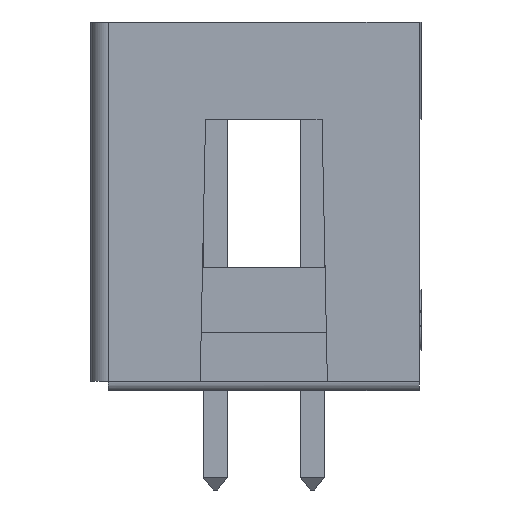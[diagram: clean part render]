
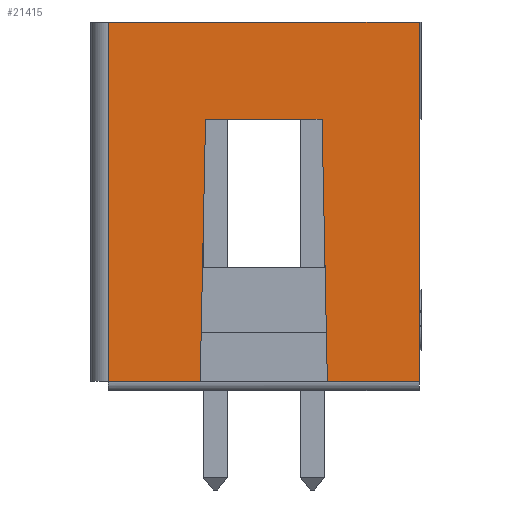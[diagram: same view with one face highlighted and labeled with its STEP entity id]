
A CAD part, left-side view. The second image highlights one B-rep face of the part: STEP entity #21415.
In plain terms, the highlighted planar face has unit normal (-1, 0, 0).
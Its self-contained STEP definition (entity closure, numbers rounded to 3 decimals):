
#20432=CARTESIAN_POINT('',(-29.058,-1.524,7.112));
#20433=VERTEX_POINT('',#20432);
#20443=CARTESIAN_POINT('',(-29.058,1.524,7.112));
#20444=VERTEX_POINT('',#20443);
#20445=CARTESIAN_POINT('',(-29.058,1.524,7.112));
#20446=CARTESIAN_POINT('',(-29.058,0.508,7.112));
#20447=CARTESIAN_POINT('',(-29.058,-0.508,7.112));
#20448=CARTESIAN_POINT('',(-29.058,-1.524,7.112));
#20449=QUASI_UNIFORM_CURVE('',3,(#20445,#20446,#20447,#20448),.UNSPECIFIED.,.F.,.U.);
#20450=EDGE_CURVE('',#20444,#20433,#20449,.T.);
#20924=CARTESIAN_POINT('',(-29.058,4.064,9.652));
#20925=VERTEX_POINT('',#20924);
#20926=CARTESIAN_POINT('',(-29.058,4.064,0.254));
#20927=VERTEX_POINT('',#20926);
#20928=CARTESIAN_POINT('',(-29.058,4.064,9.652));
#20929=CARTESIAN_POINT('',(-29.058,4.064,6.519));
#20930=CARTESIAN_POINT('',(-29.058,4.064,3.387));
#20931=CARTESIAN_POINT('',(-29.058,4.064,0.254));
#20932=QUASI_UNIFORM_CURVE('',3,(#20928,#20929,#20930,#20931),.UNSPECIFIED.,.F.,.U.);
#20933=EDGE_CURVE('',#20925,#20927,#20932,.T.);
#21356=CARTESIAN_POINT('',(-29.058,4.47,10.122));
#21357=DIRECTION('',(-1.0,0.0,0.0));
#21358=DIRECTION('',(0.0,0.0,-1.0));
#21359=AXIS2_PLACEMENT_3D('',#21356,#21357,#21358);
#21360=PLANE('',#21359);
#21361=ORIENTED_EDGE('',*,*,#20933,.T.);
#21362=CARTESIAN_POINT('',(-29.058,1.664,0.254));
#21363=VERTEX_POINT('',#21362);
#21364=CARTESIAN_POINT('',(-29.058,1.664,0.254));
#21365=CARTESIAN_POINT('',(-29.058,2.464,0.254));
#21366=CARTESIAN_POINT('',(-29.058,3.264,0.254));
#21367=CARTESIAN_POINT('',(-29.058,4.064,0.254));
#21368=QUASI_UNIFORM_CURVE('',3,(#21364,#21365,#21366,#21367),.UNSPECIFIED.,.F.,.U.);
#21369=EDGE_CURVE('',#21363,#20927,#21368,.T.);
#21370=ORIENTED_EDGE('',*,*,#21369,.F.);
#21371=CARTESIAN_POINT('',(-29.058,1.524,7.112));
#21372=CARTESIAN_POINT('',(-29.058,1.571,4.826));
#21373=CARTESIAN_POINT('',(-29.058,1.617,2.54));
#21374=CARTESIAN_POINT('',(-29.058,1.664,0.254));
#21375=QUASI_UNIFORM_CURVE('',3,(#21371,#21372,#21373,#21374),.UNSPECIFIED.,.F.,.U.);
#21376=EDGE_CURVE('',#20444,#21363,#21375,.T.);
#21377=ORIENTED_EDGE('',*,*,#21376,.F.);
#21378=ORIENTED_EDGE('',*,*,#20450,.T.);
#21379=CARTESIAN_POINT('',(-29.058,-1.664,0.254));
#21380=VERTEX_POINT('',#21379);
#21381=CARTESIAN_POINT('',(-29.058,-1.664,0.254));
#21382=CARTESIAN_POINT('',(-29.058,-1.617,2.54));
#21383=CARTESIAN_POINT('',(-29.058,-1.571,4.826));
#21384=CARTESIAN_POINT('',(-29.058,-1.524,7.112));
#21385=QUASI_UNIFORM_CURVE('',3,(#21381,#21382,#21383,#21384),.UNSPECIFIED.,.F.,.U.);
#21386=EDGE_CURVE('',#21380,#20433,#21385,.T.);
#21387=ORIENTED_EDGE('',*,*,#21386,.F.);
#21388=CARTESIAN_POINT('',(-29.058,-4.064,0.254));
#21389=VERTEX_POINT('',#21388);
#21390=CARTESIAN_POINT('',(-29.058,-4.064,0.254));
#21391=CARTESIAN_POINT('',(-29.058,-3.264,0.254));
#21392=CARTESIAN_POINT('',(-29.058,-2.464,0.254));
#21393=CARTESIAN_POINT('',(-29.058,-1.664,0.254));
#21394=QUASI_UNIFORM_CURVE('',3,(#21390,#21391,#21392,#21393),.UNSPECIFIED.,.F.,.U.);
#21395=EDGE_CURVE('',#21389,#21380,#21394,.T.);
#21396=ORIENTED_EDGE('',*,*,#21395,.F.);
#21397=CARTESIAN_POINT('',(-29.058,-4.064,9.652));
#21398=VERTEX_POINT('',#21397);
#21399=CARTESIAN_POINT('',(-29.058,-4.064,9.652));
#21400=CARTESIAN_POINT('',(-29.058,-4.064,6.519));
#21401=CARTESIAN_POINT('',(-29.058,-4.064,3.387));
#21402=CARTESIAN_POINT('',(-29.058,-4.064,0.254));
#21403=QUASI_UNIFORM_CURVE('',3,(#21399,#21400,#21401,#21402),.UNSPECIFIED.,.F.,.U.);
#21404=EDGE_CURVE('',#21398,#21389,#21403,.T.);
#21405=ORIENTED_EDGE('',*,*,#21404,.F.);
#21406=CARTESIAN_POINT('',(-29.058,4.064,9.652));
#21407=CARTESIAN_POINT('',(-29.058,1.355,9.652));
#21408=CARTESIAN_POINT('',(-29.058,-1.355,9.652));
#21409=CARTESIAN_POINT('',(-29.058,-4.064,9.652));
#21410=QUASI_UNIFORM_CURVE('',3,(#21406,#21407,#21408,#21409),.UNSPECIFIED.,.F.,.U.);
#21411=EDGE_CURVE('',#20925,#21398,#21410,.T.);
#21412=ORIENTED_EDGE('',*,*,#21411,.F.);
#21413=EDGE_LOOP('',(#21361,#21370,#21377,#21378,#21387,#21396,#21405,#21412));
#21414=FACE_OUTER_BOUND('',#21413,.T.);
#21415=ADVANCED_FACE('',(#21414),#21360,.T.);
